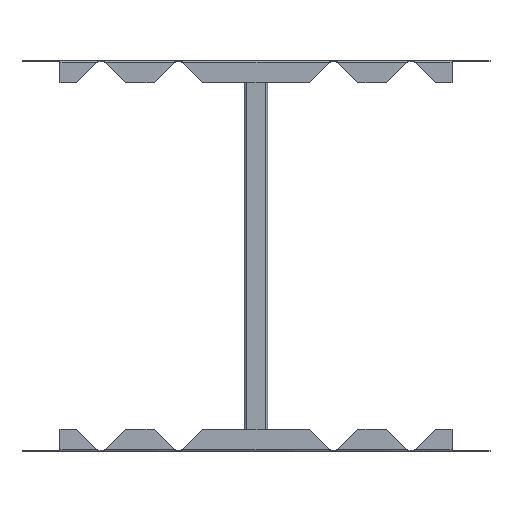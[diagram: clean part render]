
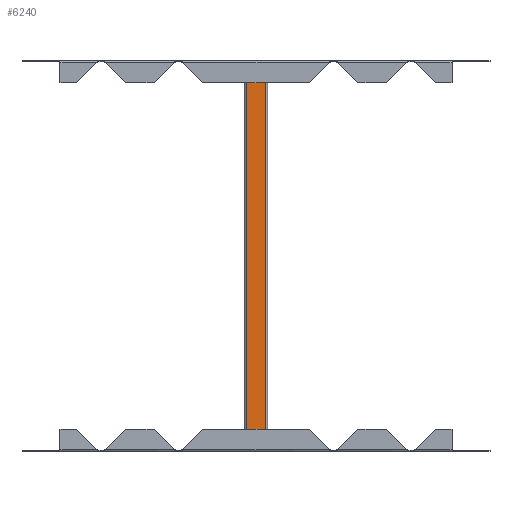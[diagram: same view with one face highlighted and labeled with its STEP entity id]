
A CAD part, front view. The second image highlights one B-rep face of the part: STEP entity #6240.
In plain terms, the highlighted planar face has unit normal (0, -1, 0).
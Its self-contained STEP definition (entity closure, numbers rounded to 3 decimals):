
#77 = VERTEX_POINT ( 'NONE', #3611 ) ;
#778 = DIRECTION ( 'NONE',  ( 0., 0., -1. ) ) ;
#1481 = EDGE_CURVE ( 'NONE', #77, #1711, #7048, .T. ) ;
#1684 = CARTESIAN_POINT ( 'NONE',  ( -12., 0., 246.5 ) ) ;
#1685 = CARTESIAN_POINT ( 'NONE',  ( -12., 0., -246.5 ) ) ;
#1711 = VERTEX_POINT ( 'NONE', #1685 ) ;
#1900 = DIRECTION ( 'NONE',  ( 0., 1., 0. ) ) ;
#2195 = AXIS2_PLACEMENT_3D ( 'NONE', #5742, #1900, #6374 ) ;
#2936 = VECTOR ( 'NONE', #778, 1000. ) ;
#3089 = VERTEX_POINT ( 'NONE', #6877 ) ;
#3191 = PLANE ( 'NONE',  #2195 ) ;
#3356 = EDGE_CURVE ( 'NONE', #7264, #3089, #4779, .T. ) ;
#3611 = CARTESIAN_POINT ( 'NONE',  ( 12., 0., -246.5 ) ) ;
#3788 = DIRECTION ( 'NONE',  ( 1., 0., 0. ) ) ;
#3800 = CARTESIAN_POINT ( 'NONE',  ( 13.5, 0., 246.5 ) ) ;
#4024 = EDGE_CURVE ( 'NONE', #1711, #7264, #5207, .T. ) ;
#4176 = ORIENTED_EDGE ( 'NONE', *, *, #1481, .F. ) ;
#4629 = EDGE_LOOP ( 'NONE', ( #5035, #4176, #4864, #6962 ) ) ;
#4760 = VECTOR ( 'NONE', #3788, 1000. ) ;
#4779 = LINE ( 'NONE', #3800, #4760 ) ;
#4864 = ORIENTED_EDGE ( 'NONE', *, *, #7715, .F. ) ;
#4926 = DIRECTION ( 'NONE',  ( -1., 0., 0. ) ) ;
#5035 = ORIENTED_EDGE ( 'NONE', *, *, #4024, .F. ) ;
#5125 = FACE_OUTER_BOUND ( 'NONE', #4629, .T. ) ;
#5178 = VECTOR ( 'NONE', #7803, 1000. ) ;
#5188 = CARTESIAN_POINT ( 'NONE',  ( 12., 0., -246.5 ) ) ;
#5207 = LINE ( 'NONE', #7885, #5178 ) ;
#5342 = CARTESIAN_POINT ( 'NONE',  ( -13.5, 0., -246.5 ) ) ;
#5742 = CARTESIAN_POINT ( 'NONE',  ( -12., 0., -246.5 ) ) ;
#5821 = VECTOR ( 'NONE', #4926, 1000. ) ;
#6240 = ADVANCED_FACE ( 'NONE', ( #5125 ), #3191, .F. ) ;
#6374 = DIRECTION ( 'NONE',  ( -1., 0., 0. ) ) ;
#6877 = CARTESIAN_POINT ( 'NONE',  ( 12., 0., 246.5 ) ) ;
#6962 = ORIENTED_EDGE ( 'NONE', *, *, #3356, .F. ) ;
#7048 = LINE ( 'NONE', #5342, #5821 ) ;
#7264 = VERTEX_POINT ( 'NONE', #1684 ) ;
#7715 = EDGE_CURVE ( 'NONE', #3089, #77, #8227, .T. ) ;
#7803 = DIRECTION ( 'NONE',  ( 0., 0., 1. ) ) ;
#7885 = CARTESIAN_POINT ( 'NONE',  ( -12., 0., -246.5 ) ) ;
#8227 = LINE ( 'NONE', #5188, #2936 ) ;
